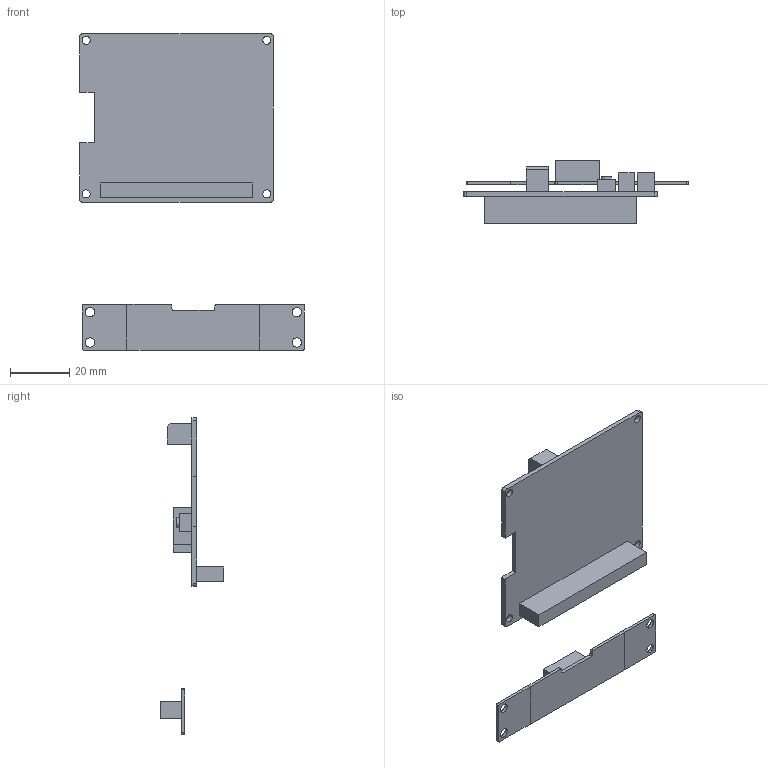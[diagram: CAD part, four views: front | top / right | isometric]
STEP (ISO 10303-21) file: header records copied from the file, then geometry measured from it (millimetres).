
FILE_DESCRIPTION(/* description */ (''),/* implementation_level */ '2;1');
FILE_NAME(/* name */ '12a6acd7-eaf7-406f-9bdd-7fb4a6c78e0d.stp',/* time_stamp */ '2018-10-10T16:51:31-05:00',/* author */ ('schmitz.chris'),/* organization */ (''),/* preprocessor_version */ 'ST-DEVELOPER v17.2',/* originating_system */ 'Autodesk Translation Framework v7.6.0.251',/* authorisation */ '');
FILE_SCHEMA (('AUTOMOTIVE_DESIGN { 1 0 10303 214 3 1 1 }'));
Length unit declared in the file: millimetre
Products named in the file (3): AIY boards; Voice Hat; Voice Hat Mic
Assembly tree (2 placements, depth 2):
  AIY boards
    Voice Hat
    Voice Hat Mic
Bounding box: 75.64 x 21.52 x 106.39 mm (x, y, z)
Volume: 11326.8 mm3; surface area: 12270.2 mm2
Topology: 4 solids, 4 shells, 85 faces, 210 edges, 140 vertices
Faces by surface type: plane 64, cylinder 21
Full cylindrical faces by diameter (mm): 2.7 x4, 3.15 x4, 3.42 x1
Entity records: 2675 total; most frequent: CARTESIAN_POINT 440, DIRECTION 432, ORIENTED_EDGE 420, EDGE_CURVE 210, LINE 168, VECTOR 168, VERTEX_POINT 140, AXIS2_PLACEMENT_3D 132
